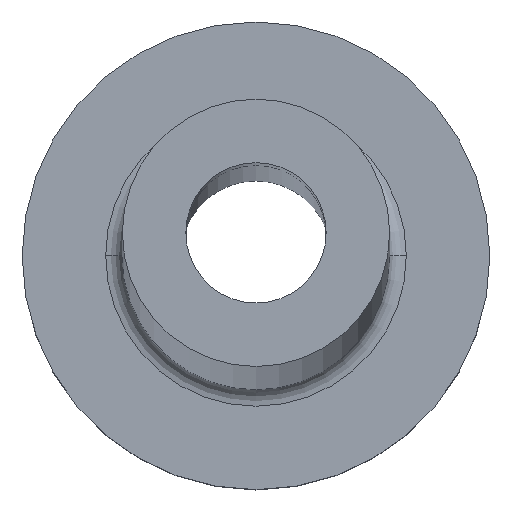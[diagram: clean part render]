
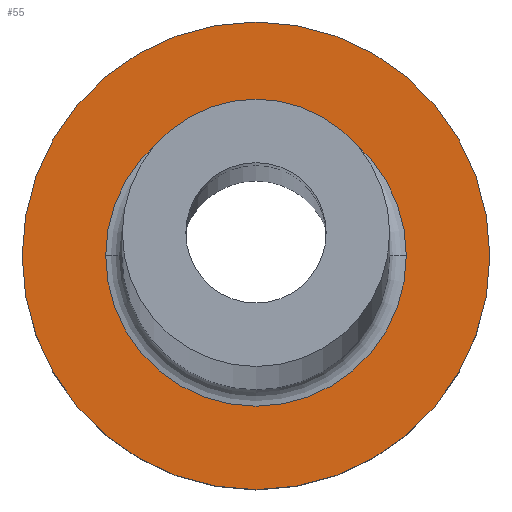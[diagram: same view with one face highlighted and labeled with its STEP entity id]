
A CAD part, top view. The second image highlights one B-rep face of the part: STEP entity #55.
In plain terms, the highlighted planar face has unit normal (0, 0, 1).
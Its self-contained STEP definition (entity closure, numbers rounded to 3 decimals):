
#4 = DIRECTION ( 'NONE',  ( 1., 0., 0. ) ) ;
#10 = CARTESIAN_POINT ( 'NONE',  ( 0., 0., 5. ) ) ;
#31 = ORIENTED_EDGE ( 'NONE', *, *, #86, .T. ) ;
#32 = AXIS2_PLACEMENT_3D ( 'NONE', #282, #331, #253 ) ;
#47 = CIRCLE ( 'NONE', #422, 7. ) ;
#55 = ADVANCED_FACE ( 'NONE', ( #118, #181 ), #175, .T. ) ;
#65 = VERTEX_POINT ( 'NONE', #220 ) ;
#76 = AXIS2_PLACEMENT_3D ( 'NONE', #255, #399, #151 ) ;
#86 = EDGE_CURVE ( 'NONE', #65, #458, #459, .T. ) ;
#101 = CARTESIAN_POINT ( 'NONE',  ( 7., 0., 5. ) ) ;
#118 = FACE_BOUND ( 'NONE', #362, .T. ) ;
#134 = AXIS2_PLACEMENT_3D ( 'NONE', #10, #416, #4 ) ;
#151 = DIRECTION ( 'NONE',  ( 1., 0., 0. ) ) ;
#169 = ORIENTED_EDGE ( 'NONE', *, *, #293, .T. ) ;
#172 = VERTEX_POINT ( 'NONE', #334 ) ;
#175 = PLANE ( 'NONE',  #76 ) ;
#178 = CARTESIAN_POINT ( 'NONE',  ( 0., 0., 5. ) ) ;
#181 = FACE_OUTER_BOUND ( 'NONE', #386, .T. ) ;
#220 = CARTESIAN_POINT ( 'NONE',  ( -7., 0., 5. ) ) ;
#241 = AXIS2_PLACEMENT_3D ( 'NONE', #178, #325, #247 ) ;
#242 = ORIENTED_EDGE ( 'NONE', *, *, #420, .T. ) ;
#244 = CARTESIAN_POINT ( 'NONE',  ( 4.5, 0., 5. ) ) ;
#247 = DIRECTION ( 'NONE',  ( 1., 0., 0. ) ) ;
#253 = DIRECTION ( 'NONE',  ( 1., 0., 0. ) ) ;
#255 = CARTESIAN_POINT ( 'NONE',  ( 0., 0., 5. ) ) ;
#282 = CARTESIAN_POINT ( 'NONE',  ( 0., 0., 5. ) ) ;
#293 = EDGE_CURVE ( 'NONE', #437, #172, #358, .T. ) ;
#310 = ORIENTED_EDGE ( 'NONE', *, *, #354, .T. ) ;
#311 = DIRECTION ( 'NONE',  ( 1., 0., 0. ) ) ;
#325 = DIRECTION ( 'NONE',  ( 0., 0., 1. ) ) ;
#331 = DIRECTION ( 'NONE',  ( 0., 0., -1. ) ) ;
#334 = CARTESIAN_POINT ( 'NONE',  ( -4.5, 0., 5. ) ) ;
#353 = DIRECTION ( 'NONE',  ( 0., 0., 1. ) ) ;
#354 = EDGE_CURVE ( 'NONE', #172, #437, #373, .T. ) ;
#358 = CIRCLE ( 'NONE', #134, 4.5 ) ;
#362 = EDGE_LOOP ( 'NONE', ( #169, #310 ) ) ;
#373 = CIRCLE ( 'NONE', #32, 4.5 ) ;
#386 = EDGE_LOOP ( 'NONE', ( #31, #242 ) ) ;
#399 = DIRECTION ( 'NONE',  ( 0., 0., 1. ) ) ;
#416 = DIRECTION ( 'NONE',  ( 0., 0., -1. ) ) ;
#420 = EDGE_CURVE ( 'NONE', #458, #65, #47, .T. ) ;
#422 = AXIS2_PLACEMENT_3D ( 'NONE', #454, #353, #311 ) ;
#437 = VERTEX_POINT ( 'NONE', #244 ) ;
#454 = CARTESIAN_POINT ( 'NONE',  ( 0., 0., 5. ) ) ;
#458 = VERTEX_POINT ( 'NONE', #101 ) ;
#459 = CIRCLE ( 'NONE', #241, 7. ) ;
